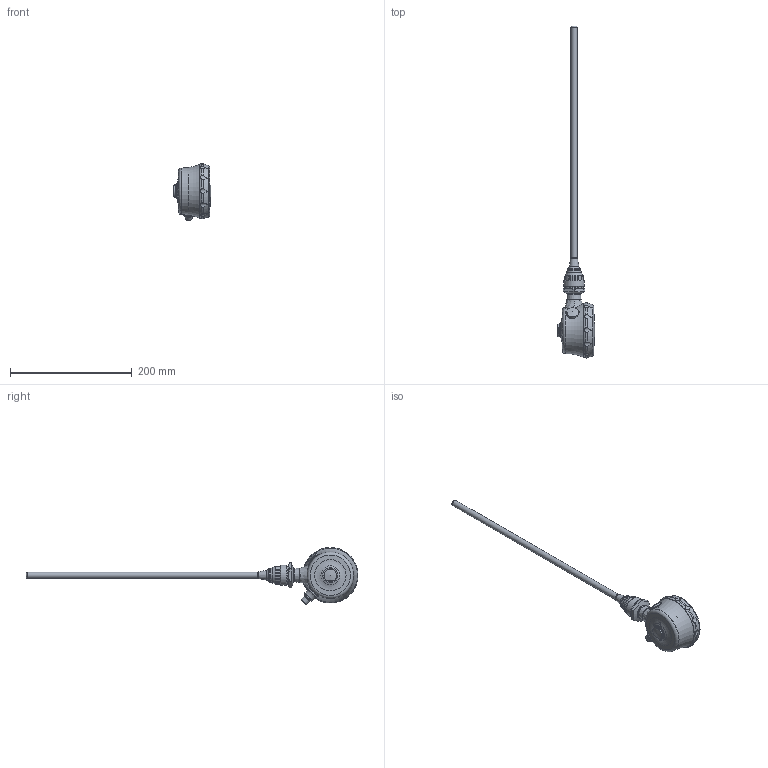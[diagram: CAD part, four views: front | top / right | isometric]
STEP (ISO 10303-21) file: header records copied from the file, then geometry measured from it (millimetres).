
FILE_DESCRIPTION(/* description */ ('Unknown'),/* implementation_level */ '2;1');
FILE_NAME(/* name */ 'PLP70x-50040001x.D111A040.3xxx',/* time_stamp */ '2024-02-08T13:54:32+01:00',/* author */ ('Unknown'),/* organization */ ('Baumer'),/* preprocessor_version */ 'ST-DEVELOPER v16.7',/* originating_system */ 'Solid Edge',/* authorisation */ 'Unknown');
FILE_SCHEMA (('AUTOMOTIVE_DESIGN {1 0 10303 214 3 1 1}'));
Length unit declared in the file: millimetre
Products named in the file (1): Part7
Bounding box: 62.05 x 545.93 x 93.43 mm (x, y, z)
Volume: 142916.9 mm3; surface area: 84139.1 mm2
Topology: 1 solids, 15 shells, 522 faces, 1302 edges, 840 vertices
Faces by surface type: cylinder 176, plane 158, cone 103, torus 61, bspline 20, sphere 4
Full cylindrical faces by diameter (mm): 1.64 x5, 1.9 x1, 2 x4, 3 x1, 3.4 x4, 7 x1, 9.5 x1, 10 x3, 11 x1, 11.5 x1, 11.741 x1, 12 x2, 13 x1, 13.8 x1, 14 x1, 14.5 x1, 15.85 x1, 16 x12, 17.7 x1, 18.36 x1, 18.9 x1, 18.917 x1, 19.5 x2, 19.7 x1, 20 x1, 20.8 x3, 21 x2, 22.7 x1, 23.5 x1, 23.6 x2
Entity records: 19763 total; most frequent: CARTESIAN_POINT 5211, DIRECTION 2266, ORIENTED_EDGE 2024, AXIS2_PLACEMENT_3D 1032, EDGE_CURVE 1012, FACE_BOUND 778, EDGE_LOOP 765, VERTEX_POINT 742
